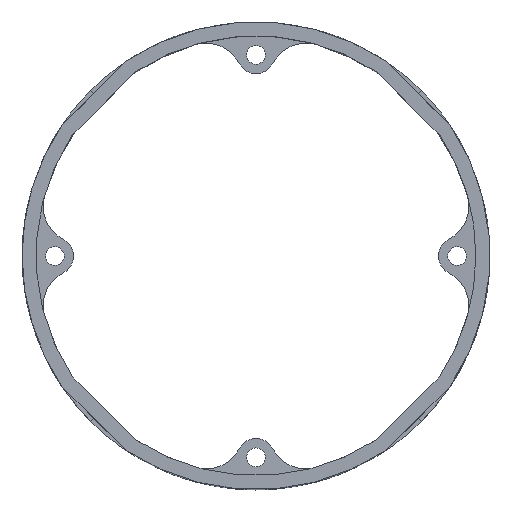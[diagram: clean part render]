
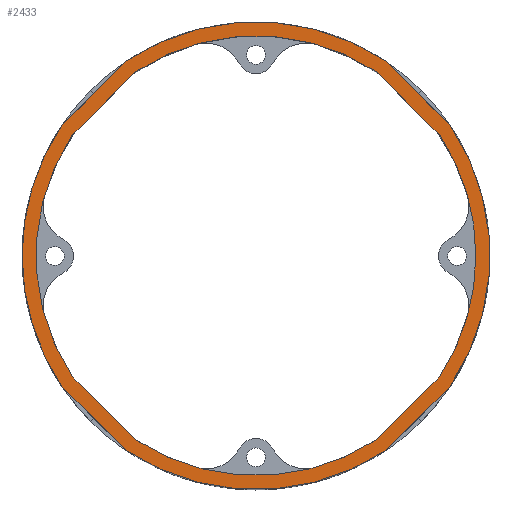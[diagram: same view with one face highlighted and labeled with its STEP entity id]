
A CAD part, top view. The second image highlights one B-rep face of the part: STEP entity #2433.
In plain terms, the highlighted planar face has unit normal (0, 0, 1).
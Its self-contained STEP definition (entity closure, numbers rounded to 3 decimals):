
#80=FACE_BOUND('',#446,.T.);
#191=CIRCLE('',#2622,47.);
#192=CIRCLE('',#2623,47.);
#193=CIRCLE('',#2624,47.);
#194=CIRCLE('',#2625,47.);
#200=CIRCLE('',#2631,47.);
#226=CIRCLE('',#2689,50.);
#227=CIRCLE('',#2690,50.);
#228=CIRCLE('',#2691,50.);
#229=CIRCLE('',#2692,50.);
#230=CIRCLE('',#2693,50.);
#331=FACE_OUTER_BOUND('',#445,.T.);
#445=EDGE_LOOP('',(#2111,#2112,#2113,#2114,#2115,#2116,#2117,#2118,#2119));
#446=EDGE_LOOP('',(#2120,#2121,#2122,#2123,#2124,#2125,#2126,#2127,#2128));
#673=LINE('',#4110,#899);
#675=LINE('',#4115,#901);
#678=LINE('',#4119,#904);
#679=LINE('',#4121,#905);
#680=LINE('',#4123,#906);
#682=LINE('',#4128,#908);
#686=LINE('',#4135,#912);
#690=LINE('',#4142,#916);
#899=VECTOR('',#3361,10.);
#901=VECTOR('',#3365,10.);
#904=VECTOR('',#3370,10.);
#905=VECTOR('',#3373,10.);
#906=VECTOR('',#3376,10.);
#908=VECTOR('',#3380,10.);
#912=VECTOR('',#3386,10.);
#916=VECTOR('',#3392,10.);
#1109=VERTEX_POINT('',#3971);
#1110=VERTEX_POINT('',#3973);
#1111=VERTEX_POINT('',#3976);
#1112=VERTEX_POINT('',#3978);
#1113=VERTEX_POINT('',#3981);
#1114=VERTEX_POINT('',#3983);
#1115=VERTEX_POINT('',#3986);
#1116=VERTEX_POINT('',#3988);
#1127=VERTEX_POINT('',#4016);
#1150=VERTEX_POINT('',#4112);
#1151=VERTEX_POINT('',#4114);
#1152=VERTEX_POINT('',#4125);
#1153=VERTEX_POINT('',#4127);
#1154=VERTEX_POINT('',#4132);
#1155=VERTEX_POINT('',#4134);
#1156=VERTEX_POINT('',#4139);
#1157=VERTEX_POINT('',#4141);
#1158=VERTEX_POINT('',#4147);
#1422=EDGE_CURVE('',#1110,#1109,#191,.T.);
#1425=EDGE_CURVE('',#1112,#1111,#192,.T.);
#1428=EDGE_CURVE('',#1114,#1113,#193,.T.);
#1431=EDGE_CURVE('',#1116,#1115,#194,.T.);
#1448=EDGE_CURVE('',#1127,#1116,#200,.T.);
#1495=EDGE_CURVE('',#1113,#1112,#673,.T.);
#1497=EDGE_CURVE('',#1151,#1150,#675,.T.);
#1500=EDGE_CURVE('',#1115,#1114,#678,.T.);
#1501=EDGE_CURVE('',#1109,#1127,#679,.T.);
#1502=EDGE_CURVE('',#1111,#1110,#680,.T.);
#1504=EDGE_CURVE('',#1153,#1152,#682,.T.);
#1508=EDGE_CURVE('',#1155,#1154,#686,.T.);
#1512=EDGE_CURVE('',#1157,#1156,#690,.T.);
#1515=EDGE_CURVE('',#1152,#1157,#226,.T.);
#1516=EDGE_CURVE('',#1156,#1158,#227,.T.);
#1517=EDGE_CURVE('',#1158,#1151,#228,.T.);
#1518=EDGE_CURVE('',#1150,#1155,#229,.T.);
#1519=EDGE_CURVE('',#1154,#1153,#230,.T.);
#2111=ORIENTED_EDGE('',*,*,#1515,.T.);
#2112=ORIENTED_EDGE('',*,*,#1512,.T.);
#2113=ORIENTED_EDGE('',*,*,#1516,.T.);
#2114=ORIENTED_EDGE('',*,*,#1517,.T.);
#2115=ORIENTED_EDGE('',*,*,#1497,.T.);
#2116=ORIENTED_EDGE('',*,*,#1518,.T.);
#2117=ORIENTED_EDGE('',*,*,#1508,.T.);
#2118=ORIENTED_EDGE('',*,*,#1519,.T.);
#2119=ORIENTED_EDGE('',*,*,#1504,.T.);
#2120=ORIENTED_EDGE('',*,*,#1425,.T.);
#2121=ORIENTED_EDGE('',*,*,#1502,.T.);
#2122=ORIENTED_EDGE('',*,*,#1422,.T.);
#2123=ORIENTED_EDGE('',*,*,#1501,.T.);
#2124=ORIENTED_EDGE('',*,*,#1448,.T.);
#2125=ORIENTED_EDGE('',*,*,#1431,.T.);
#2126=ORIENTED_EDGE('',*,*,#1500,.T.);
#2127=ORIENTED_EDGE('',*,*,#1428,.T.);
#2128=ORIENTED_EDGE('',*,*,#1495,.T.);
#2332=PLANE('',#2688);
#2433=ADVANCED_FACE('',(#331,#80),#2332,.F.);
#2622=AXIS2_PLACEMENT_3D('',#3974,#3205,#3206);
#2623=AXIS2_PLACEMENT_3D('',#3979,#3209,#3210);
#2624=AXIS2_PLACEMENT_3D('',#3984,#3213,#3214);
#2625=AXIS2_PLACEMENT_3D('',#3989,#3217,#3218);
#2631=AXIS2_PLACEMENT_3D('',#4017,#3240,#3241);
#2688=AXIS2_PLACEMENT_3D('',#4145,#3395,#3396);
#2689=AXIS2_PLACEMENT_3D('',#4146,#3397,#3398);
#2690=AXIS2_PLACEMENT_3D('',#4148,#3399,#3400);
#2691=AXIS2_PLACEMENT_3D('',#4149,#3401,#3402);
#2692=AXIS2_PLACEMENT_3D('',#4150,#3403,#3404);
#2693=AXIS2_PLACEMENT_3D('',#4151,#3405,#3406);
#3205=DIRECTION('center_axis',(0.,0.,-1.));
#3206=DIRECTION('ref_axis',(1.,0.,0.));
#3209=DIRECTION('center_axis',(0.,0.,-1.));
#3210=DIRECTION('ref_axis',(1.,0.,0.));
#3213=DIRECTION('center_axis',(0.,0.,-1.));
#3214=DIRECTION('ref_axis',(1.,0.,0.));
#3217=DIRECTION('center_axis',(0.,0.,-1.));
#3218=DIRECTION('ref_axis',(1.,0.,0.));
#3240=DIRECTION('center_axis',(0.,0.,-1.));
#3241=DIRECTION('ref_axis',(1.,0.,0.));
#3361=DIRECTION('',(-0.707,0.707,0.));
#3365=DIRECTION('',(0.707,-0.707,0.));
#3370=DIRECTION('',(-0.707,-0.707,0.));
#3373=DIRECTION('',(0.707,-0.707,0.));
#3376=DIRECTION('',(0.707,0.707,0.));
#3380=DIRECTION('',(-0.707,0.707,0.));
#3386=DIRECTION('',(0.707,0.707,0.));
#3392=DIRECTION('',(-0.707,-0.707,0.));
#3395=DIRECTION('center_axis',(0.,0.,-1.));
#3396=DIRECTION('ref_axis',(-1.,0.,0.));
#3397=DIRECTION('center_axis',(0.,0.,1.));
#3398=DIRECTION('ref_axis',(-1.,0.,0.));
#3399=DIRECTION('center_axis',(0.,0.,1.));
#3400=DIRECTION('ref_axis',(-1.,0.,0.));
#3401=DIRECTION('center_axis',(0.,0.,1.));
#3402=DIRECTION('ref_axis',(-1.,0.,0.));
#3403=DIRECTION('center_axis',(0.,0.,1.));
#3404=DIRECTION('ref_axis',(-1.,0.,0.));
#3405=DIRECTION('center_axis',(0.,0.,1.));
#3406=DIRECTION('ref_axis',(-1.,0.,0.));
#3971=CARTESIAN_POINT('',(25.708,39.346,47.));
#3973=CARTESIAN_POINT('',(-25.708,39.346,47.));
#3974=CARTESIAN_POINT('Origin',(0.,0.,47.));
#3976=CARTESIAN_POINT('',(-39.346,25.708,47.));
#3978=CARTESIAN_POINT('',(-39.346,-25.708,47.));
#3979=CARTESIAN_POINT('Origin',(0.,0.,47.));
#3981=CARTESIAN_POINT('',(-25.708,-39.346,47.));
#3983=CARTESIAN_POINT('',(25.708,-39.346,47.));
#3984=CARTESIAN_POINT('Origin',(0.,0.,47.));
#3986=CARTESIAN_POINT('',(39.346,-25.708,47.));
#3988=CARTESIAN_POINT('',(47.,0.,47.));
#3989=CARTESIAN_POINT('Origin',(0.,0.,47.));
#4016=CARTESIAN_POINT('',(39.346,25.708,47.));
#4017=CARTESIAN_POINT('Origin',(0.,0.,47.));
#4110=CARTESIAN_POINT('',(-39.346,-25.708,47.));
#4112=CARTESIAN_POINT('',(-27.872,-41.511,47.));
#4114=CARTESIAN_POINT('',(-41.511,-27.872,47.));
#4115=CARTESIAN_POINT('',(-27.872,-41.511,47.));
#4119=CARTESIAN_POINT('',(25.708,-39.346,47.));
#4121=CARTESIAN_POINT('',(39.346,25.708,47.));
#4123=CARTESIAN_POINT('',(-25.708,39.346,47.));
#4125=CARTESIAN_POINT('',(27.872,41.511,47.));
#4127=CARTESIAN_POINT('',(41.511,27.872,47.));
#4128=CARTESIAN_POINT('',(27.872,41.511,47.));
#4132=CARTESIAN_POINT('',(41.511,-27.872,47.));
#4134=CARTESIAN_POINT('',(27.872,-41.511,47.));
#4135=CARTESIAN_POINT('',(41.511,-27.872,47.));
#4139=CARTESIAN_POINT('',(-41.511,27.872,47.));
#4141=CARTESIAN_POINT('',(-27.872,41.511,47.));
#4142=CARTESIAN_POINT('',(-41.511,27.872,47.));
#4145=CARTESIAN_POINT('Origin',(0.,0.,47.));
#4146=CARTESIAN_POINT('Origin',(0.,0.,47.));
#4147=CARTESIAN_POINT('',(-50.,0.,47.));
#4148=CARTESIAN_POINT('Origin',(0.,0.,47.));
#4149=CARTESIAN_POINT('Origin',(0.,0.,47.));
#4150=CARTESIAN_POINT('Origin',(0.,0.,47.));
#4151=CARTESIAN_POINT('Origin',(0.,0.,47.));
